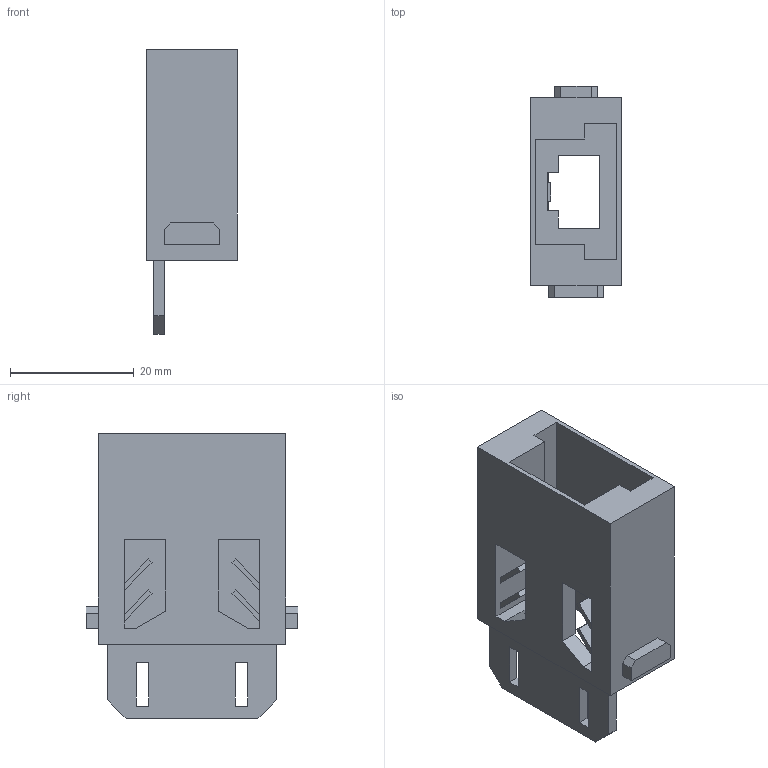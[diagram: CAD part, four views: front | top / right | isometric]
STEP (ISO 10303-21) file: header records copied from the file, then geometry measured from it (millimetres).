
FILE_DESCRIPTION(/* description */ (''),/* implementation_level */ '2;1');
FILE_NAME(/* name */ '100110577ugm000_b.stp',/* time_stamp */ '2019-11-18T13:00:41+01:00',/* author */ (''),/* organization */ (''),/* preprocessor_version */ 'ST-DEVELOPER v16.7',/* originating_system */ 'SIEMENS PLM Software NX 12.0',/* authorisation */ '');
FILE_SCHEMA (('AUTOMOTIVE_DESIGN { 1 0 10303 214 3 1 1 1 }'));
Length unit declared in the file: millimetre
Products named in the file (1): 100110577ugm000_b
Bounding box: 14.65 x 34.2 x 46 mm (x, y, z)
Volume: 7120.9 mm3; surface area: 8051.2 mm2
Topology: 1 solids, 1 shells, 208 faces, 643 edges, 543 vertices
Faces by surface type: plane 196, cylinder 10, extrusion 2
Full cylindrical faces by diameter (mm): 1.139 x1, 1.346 x1
Entity records: 8806 total; most frequent: CARTESIAN_POINT 1376, ORIENTED_EDGE 1108, DIRECTION 1080, VECTOR 606, LINE 604, EDGE_CURVE 554, VERTEX_POINT 370, PRESENTATION_STYLE_ASSIGNMENT 297
